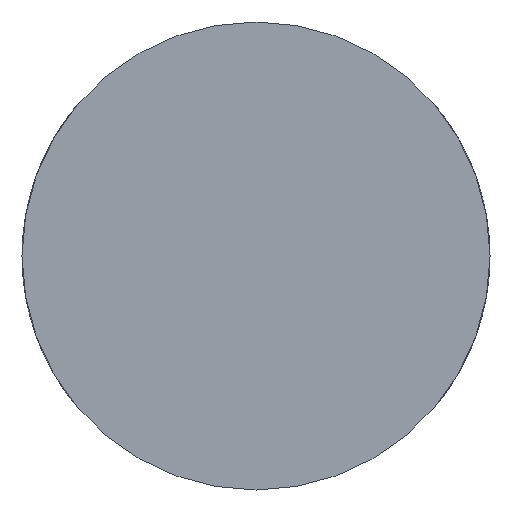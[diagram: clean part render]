
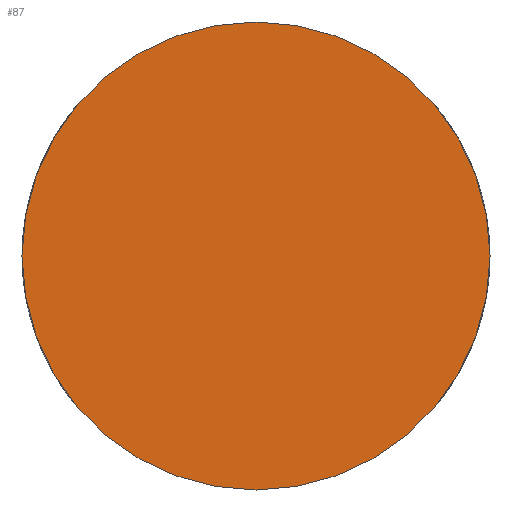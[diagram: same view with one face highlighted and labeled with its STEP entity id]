
A CAD part, front view. The second image highlights one B-rep face of the part: STEP entity #87.
In plain terms, the highlighted planar face has unit normal (0, -1, 0).
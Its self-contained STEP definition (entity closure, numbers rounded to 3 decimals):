
#16=PLANE('',#107);
#18=CIRCLE('',#104,2.4);
#23=FACE_OUTER_BOUND('',#28,.T.);
#28=EDGE_LOOP('',(#81));
#47=VERTEX_POINT('',#211);
#56=EDGE_CURVE('',#47,#47,#18,.F.);
#81=ORIENTED_EDGE('',*,*,#56,.T.);
#87=ADVANCED_FACE('',(#23),#16,.F.);
#104=AXIS2_PLACEMENT_3D('',#212,#115,#116);
#107=AXIS2_PLACEMENT_3D('',#218,#123,#124);
#115=DIRECTION('center_axis',(0.,1.,0.));
#116=DIRECTION('ref_axis',(1.,0.,0.));
#123=DIRECTION('center_axis',(0.,1.,0.));
#124=DIRECTION('ref_axis',(1.,0.,0.));
#211=CARTESIAN_POINT('',(1.2,-120.174,0.));
#212=CARTESIAN_POINT('Origin',(3.6,-120.174,0.));
#218=CARTESIAN_POINT('Origin',(3.6,-120.174,0.));
